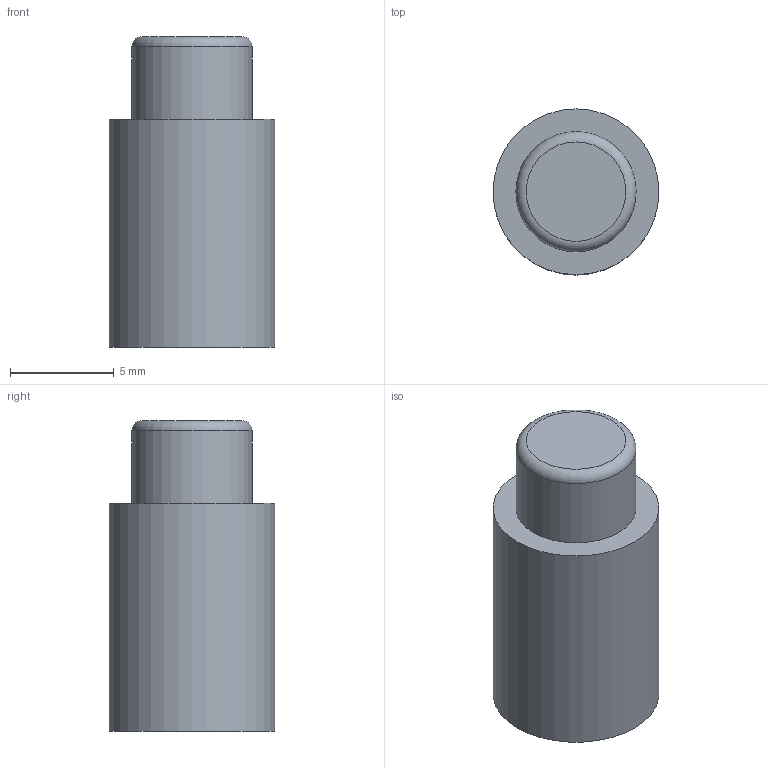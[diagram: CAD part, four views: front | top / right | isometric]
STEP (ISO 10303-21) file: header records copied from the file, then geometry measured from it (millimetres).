
FILE_DESCRIPTION(('FreeCAD Model'),'2;1');
FILE_NAME('Button.step', '2020-06-25T22:07:28',('Author'),(''), 'Open CASCADE STEP processor 7.3','FreeCAD','Unknown');
FILE_SCHEMA(('AUTOMOTIVE_DESIGN { 1 0 10303 214 1 1 1 1 }'));
Length unit declared in the file: millimetre
Products named in the file (1): Pocket
Bounding box: 8 x 8 x 15 mm (x, y, z)
Volume: 637.3 mm3; surface area: 468.5 mm2
Topology: 1 solids, 1 shells, 8 faces, 11 edges, 7 vertices
Faces by surface type: plane 4, cylinder 3, torus 1
Full cylindrical faces by diameter (mm): 3.6 x1, 5.8 x1, 8 x1
Entity records: 340 total; most frequent: CARTESIAN_POINT 57, DIRECTION 56, ORIENTED_EDGE 22, PCURVE 22, DEFINITIONAL_REPRESENTATION 22, AXIS2_PLACEMENT_3D 17, LINE 17, VECTOR 17
